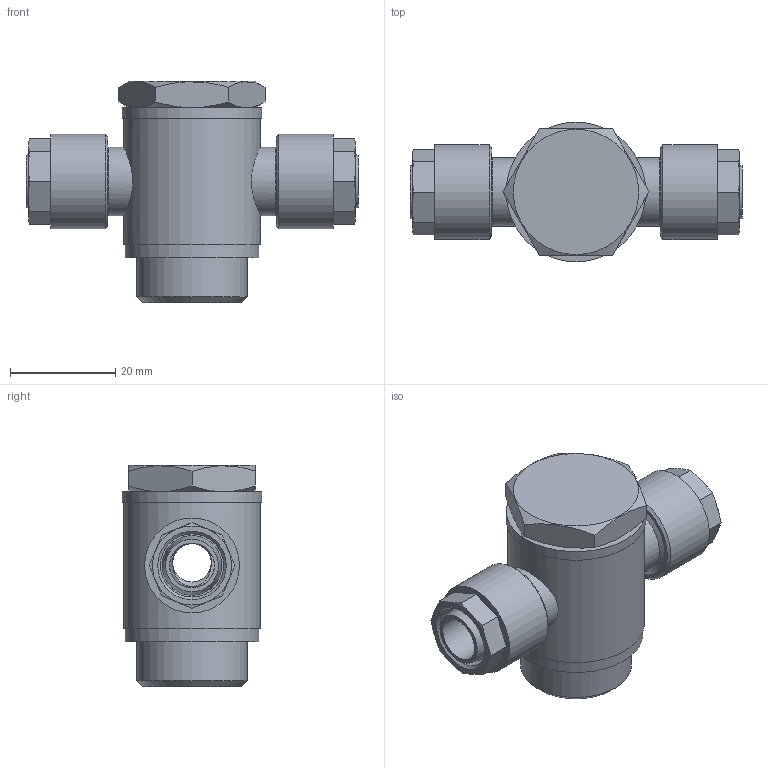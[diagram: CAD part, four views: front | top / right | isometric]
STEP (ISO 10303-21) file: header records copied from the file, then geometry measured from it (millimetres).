
FILE_DESCRIPTION(( 'MC.36.12.12.STP' ), '1');
FILE_NAME( 'MC.36.12.12.STP', '2018-10-02T09:10:34',( 'Sopra'),('sopra-pneumatic.com'), 'SwSTEP 2.0','SolidWorks 2009','' );
FILE_SCHEMA (('AUTOMOTIVE_DESIGN { 1 0 10303 214 1 1 1 1 }'));
Length unit declared in the file: millimetre
Products named in the file (7): Root; 15118; 17008; 14405; 800035; 800045
Assembly tree (6 placements, depth 2):
  Root
    15118
    17008
    17008
    14405
    800035
    800045
Bounding box: 63 x 26.5 x 42 mm (x, y, z)
Volume: 19522.9 mm3; surface area: 16419.5 mm2
Topology: 6 solids, 6 shells, 126 faces, 294 edges, 184 vertices
Faces by surface type: plane 49, cone 46, cylinder 29, torus 2
Full cylindrical faces by diameter (mm): 7.3 x2, 8.5 x2, 10.5 x2, 12 x2, 13 x3, 14.73 x2, 16 x2, 18 x2, 20.7 x1, 20.955 x1, 21 x1, 21.3 x1, 21.4 x1, 25.4 x1, 26 x1, 26.5 x1
Entity records: 8386 total; most frequent: CARTESIAN_POINT 3506, DIRECTION 618, PRESENTATION_STYLE_ASSIGNMENT 434, COLOUR_RGB 431, DRAUGHTING_PRE_DEFINED_CURVE_FONT 428, CURVE_STYLE 428, OVER_RIDING_STYLED_ITEM 428, ORIENTED_EDGE 428
